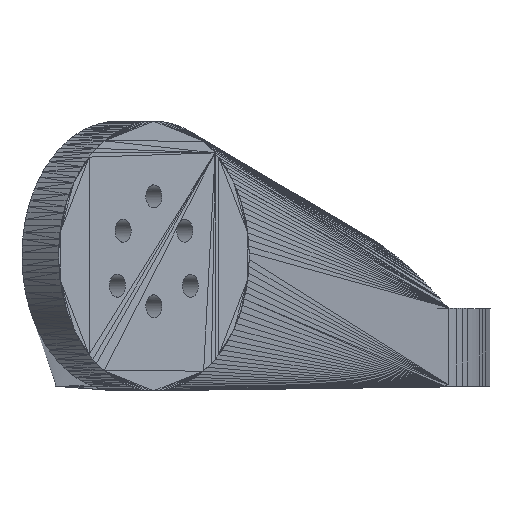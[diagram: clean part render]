
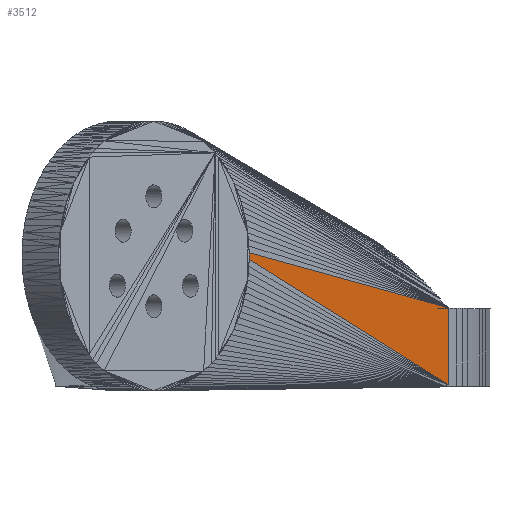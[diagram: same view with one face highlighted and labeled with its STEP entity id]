
A CAD part, top view. The second image highlights one B-rep face of the part: STEP entity #3512.
In plain terms, the highlighted planar face has unit normal (0.814, 0, 0.581).
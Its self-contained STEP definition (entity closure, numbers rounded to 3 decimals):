
#430 = CYLINDRICAL_SURFACE('',#431,42.);
#431 = AXIS2_PLACEMENT_3D('',#432,#433,#434);
#432 = CARTESIAN_POINT('',(0.,-75.,-120.));
#433 = DIRECTION('',(0.,1.,0.));
#434 = DIRECTION('',(0.,0.,-1.));
#738 = EDGE_CURVE('',#739,#741,#743,.T.);
#739 = VERTEX_POINT('',#740);
#740 = CARTESIAN_POINT('',(33.985,-110.,-95.322));
#741 = VERTEX_POINT('',#742);
#742 = CARTESIAN_POINT('',(33.985,-109.889,
    -95.322));
#743 = SURFACE_CURVE('',#744,(#748,#754),.PCURVE_S1.);
#744 = LINE('',#745,#746);
#745 = CARTESIAN_POINT('',(33.985,-75.,-95.322));
#746 = VECTOR('',#747,1.);
#747 = DIRECTION('',(0.,1.,0.));
#748 = PCURVE('',#430,#749);
#749 = DEFINITIONAL_REPRESENTATION('',(#750),#753);
#750 = B_SPLINE_CURVE_WITH_KNOTS('',1,(#751,#752),.UNSPECIFIED.,.F.,.F.,
  (2,2),(-50.,-21.787),.PIECEWISE_BEZIER_KNOTS.);
#751 = CARTESIAN_POINT('',(-2.199,-50.));
#752 = CARTESIAN_POINT('',(-2.199,-21.787));
#753 = ( GEOMETRIC_REPRESENTATION_CONTEXT(2) 
PARAMETRIC_REPRESENTATION_CONTEXT() REPRESENTATION_CONTEXT('2D SPACE',''
  ) );
#754 = PCURVE('',#755,#760);
#755 = PLANE('',#756);
#756 = AXIS2_PLACEMENT_3D('',#757,#758,#759);
#757 = CARTESIAN_POINT('',(16.637,-109.611,-71.005
    ));
#758 = DIRECTION('',(0.814,0.,0.581));
#759 = DIRECTION('',(-0.581,0.,0.814));
#760 = DEFINITIONAL_REPRESENTATION('',(#761),#764);
#761 = B_SPLINE_CURVE_WITH_KNOTS('',1,(#762,#763),.UNSPECIFIED.,.F.,.F.,
  (2,2),(-50.,-21.787),.PIECEWISE_BEZIER_KNOTS.);
#762 = CARTESIAN_POINT('',(-29.871,15.389));
#763 = CARTESIAN_POINT('',(-29.871,-12.824));
#764 = ( GEOMETRIC_REPRESENTATION_CONTEXT(2) 
PARAMETRIC_REPRESENTATION_CONTEXT() REPRESENTATION_CONTEXT('2D SPACE',''
  ) );
#3257 = PLANE('',#3258);
#3258 = AXIS2_PLACEMENT_3D('',#3259,#3260,#3261);
#3259 = CARTESIAN_POINT('',(14.726,-104.298,
    -68.331));
#3260 = DIRECTION('',(0.815,0.008,0.58)
  );
#3261 = DIRECTION('',(-0.58,0.,0.815));
#3512 = ADVANCED_FACE('',(#3513),#755,.T.);
#3513 = FACE_BOUND('',#3514,.T.);
#3514 = EDGE_LOOP('',(#3515,#3538,#3566,#3594,#3619));
#3515 = ORIENTED_EDGE('',*,*,#3516,.F.);
#3516 = EDGE_CURVE('',#3517,#741,#3519,.T.);
#3517 = VERTEX_POINT('',#3518);
#3518 = CARTESIAN_POINT('',(-4.55,-99.352,
    -41.308));
#3519 = SURFACE_CURVE('',#3520,(#3524,#3531),.PCURVE_S1.);
#3520 = LINE('',#3521,#3522);
#3521 = CARTESIAN_POINT('',(-4.55,-99.352,
    -41.308));
#3522 = VECTOR('',#3523,1.);
#3523 = DIRECTION('',(0.574,-0.157,-0.804));
#3524 = PCURVE('',#755,#3525);
#3525 = DEFINITIONAL_REPRESENTATION('',(#3526),#3530);
#3526 = LINE('',#3527,#3528);
#3527 = CARTESIAN_POINT('',(36.48,-10.259));
#3528 = VECTOR('',#3529,1.);
#3529 = DIRECTION('',(-0.988,0.157));
#3530 = ( GEOMETRIC_REPRESENTATION_CONTEXT(2) 
PARAMETRIC_REPRESENTATION_CONTEXT() REPRESENTATION_CONTEXT('2D SPACE',''
  ) );
#3531 = PCURVE('',#3257,#3532);
#3532 = DEFINITIONAL_REPRESENTATION('',(#3533),#3537);
#3533 = LINE('',#3534,#3535);
#3534 = CARTESIAN_POINT('',(33.194,-4.947));
#3535 = VECTOR('',#3536,1.);
#3536 = DIRECTION('',(-0.988,0.157));
#3537 = ( GEOMETRIC_REPRESENTATION_CONTEXT(2) 
PARAMETRIC_REPRESENTATION_CONTEXT() REPRESENTATION_CONTEXT('2D SPACE',''
  ) );
#3538 = ORIENTED_EDGE('',*,*,#3539,.F.);
#3539 = EDGE_CURVE('',#3540,#3517,#3542,.T.);
#3540 = VERTEX_POINT('',#3541);
#3541 = CARTESIAN_POINT('',(-4.55,-100.648,
    -41.308));
#3542 = SURFACE_CURVE('',#3543,(#3547,#3554),.PCURVE_S1.);
#3543 = LINE('',#3544,#3545);
#3544 = CARTESIAN_POINT('',(-4.55,-100.648,
    -41.308));
#3545 = VECTOR('',#3546,1.);
#3546 = DIRECTION('',(0.,1.,0.));
#3547 = PCURVE('',#755,#3548);
#3548 = DEFINITIONAL_REPRESENTATION('',(#3549),#3553);
#3549 = LINE('',#3550,#3551);
#3550 = CARTESIAN_POINT('',(36.48,-8.963));
#3551 = VECTOR('',#3552,1.);
#3552 = DIRECTION('',(0.,-1.));
#3553 = ( GEOMETRIC_REPRESENTATION_CONTEXT(2) 
PARAMETRIC_REPRESENTATION_CONTEXT() REPRESENTATION_CONTEXT('2D SPACE',''
  ) );
#3554 = PCURVE('',#3555,#3560);
#3555 = PLANE('',#3556);
#3556 = AXIS2_PLACEMENT_3D('',#3557,#3558,#3559);
#3557 = CARTESIAN_POINT('',(-4.745,-100.,
    -41.113));
#3558 = DIRECTION('',(0.707,0.,0.707)
  );
#3559 = DIRECTION('',(-0.707,0.,0.707
    ));
#3560 = DEFINITIONAL_REPRESENTATION('',(#3561),#3565);
#3561 = LINE('',#3562,#3563);
#3562 = CARTESIAN_POINT('',(-0.276,0.648));
#3563 = VECTOR('',#3564,1.);
#3564 = DIRECTION('',(0.,-1.));
#3565 = ( GEOMETRIC_REPRESENTATION_CONTEXT(2) 
PARAMETRIC_REPRESENTATION_CONTEXT() REPRESENTATION_CONTEXT('2D SPACE',''
  ) );
#3566 = ORIENTED_EDGE('',*,*,#3567,.F.);
#3567 = EDGE_CURVE('',#3568,#3540,#3570,.T.);
#3568 = VERTEX_POINT('',#3569);
#3569 = CARTESIAN_POINT('',(33.985,-124.745,
    -95.322));
#3570 = SURFACE_CURVE('',#3571,(#3575,#3582),.PCURVE_S1.);
#3571 = LINE('',#3572,#3573);
#3572 = CARTESIAN_POINT('',(34.393,-125.,-95.893));
#3573 = VECTOR('',#3574,1.);
#3574 = DIRECTION('',(-0.546,0.341,0.765));
#3575 = PCURVE('',#755,#3576);
#3576 = DEFINITIONAL_REPRESENTATION('',(#3577),#3581);
#3577 = LINE('',#3578,#3579);
#3578 = CARTESIAN_POINT('',(-30.572,15.389));
#3579 = VECTOR('',#3580,1.);
#3580 = DIRECTION('',(0.94,-0.341));
#3581 = ( GEOMETRIC_REPRESENTATION_CONTEXT(2) 
PARAMETRIC_REPRESENTATION_CONTEXT() REPRESENTATION_CONTEXT('2D SPACE',''
  ) );
#3582 = PCURVE('',#3583,#3588);
#3583 = PLANE('',#3584);
#3584 = AXIS2_PLACEMENT_3D('',#3585,#3586,#3587);
#3585 = CARTESIAN_POINT('',(14.734,-113.04,
    -68.343));
#3586 = DIRECTION('',(0.812,-0.008,0.583)
  );
#3587 = DIRECTION('',(-0.583,0.,0.812)
  );
#3588 = DEFINITIONAL_REPRESENTATION('',(#3589),#3593);
#3589 = LINE('',#3590,#3591);
#3590 = CARTESIAN_POINT('',(-33.845,11.96));
#3591 = VECTOR('',#3592,1.);
#3592 = DIRECTION('',(0.94,-0.341));
#3593 = ( GEOMETRIC_REPRESENTATION_CONTEXT(2) 
PARAMETRIC_REPRESENTATION_CONTEXT() REPRESENTATION_CONTEXT('2D SPACE',''
  ) );
#3594 = ORIENTED_EDGE('',*,*,#3595,.T.);
#3595 = EDGE_CURVE('',#3568,#739,#3596,.T.);
#3596 = SURFACE_CURVE('',#3597,(#3601,#3607),.PCURVE_S1.);
#3597 = LINE('',#3598,#3599);
#3598 = CARTESIAN_POINT('',(33.985,-75.,-95.322));
#3599 = VECTOR('',#3600,1.);
#3600 = DIRECTION('',(0.,1.,0.));
#3601 = PCURVE('',#755,#3602);
#3602 = DEFINITIONAL_REPRESENTATION('',(#3603),#3606);
#3603 = B_SPLINE_CURVE_WITH_KNOTS('',1,(#3604,#3605),.UNSPECIFIED.,.F.,
  .F.,(2,2),(-50.,-21.787),.PIECEWISE_BEZIER_KNOTS.);
#3604 = CARTESIAN_POINT('',(-29.871,15.389));
#3605 = CARTESIAN_POINT('',(-29.871,-12.824));
#3606 = ( GEOMETRIC_REPRESENTATION_CONTEXT(2) 
PARAMETRIC_REPRESENTATION_CONTEXT() REPRESENTATION_CONTEXT('2D SPACE',''
  ) );
#3607 = PCURVE('',#3608,#3613);
#3608 = CYLINDRICAL_SURFACE('',#3609,42.);
#3609 = AXIS2_PLACEMENT_3D('',#3610,#3611,#3612);
#3610 = CARTESIAN_POINT('',(0.,-110.,-120.));
#3611 = DIRECTION('',(0.,1.,0.));
#3612 = DIRECTION('',(0.,0.,-1.));
#3613 = DEFINITIONAL_REPRESENTATION('',(#3614),#3618);
#3614 = LINE('',#3615,#3616);
#3615 = CARTESIAN_POINT('',(-2.199,35.));
#3616 = VECTOR('',#3617,1.);
#3617 = DIRECTION('',(-0.,1.));
#3618 = ( GEOMETRIC_REPRESENTATION_CONTEXT(2) 
PARAMETRIC_REPRESENTATION_CONTEXT() REPRESENTATION_CONTEXT('2D SPACE',''
  ) );
#3619 = ORIENTED_EDGE('',*,*,#738,.T.);
